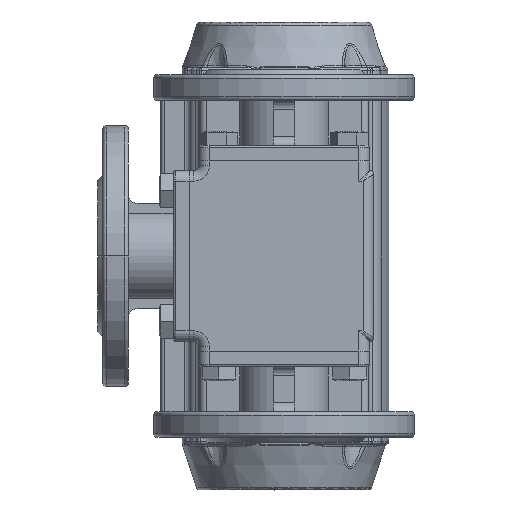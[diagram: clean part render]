
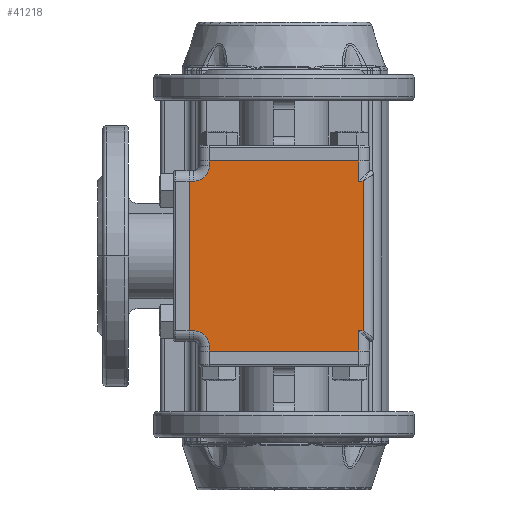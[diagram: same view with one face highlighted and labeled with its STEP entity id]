
A CAD part, front view. The second image highlights one B-rep face of the part: STEP entity #41218.
In plain terms, the highlighted planar face has unit normal (0, -1, 0).
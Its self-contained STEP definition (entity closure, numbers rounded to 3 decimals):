
#1108=PLANE('',#44581);
#4782=CIRCLE('',#44506,9.);
#4789=CIRCLE('',#44516,9.);
#8145=ORIENTED_EDGE('',*,*,#20112,.F.);
#8146=ORIENTED_EDGE('',*,*,#19971,.T.);
#8147=ORIENTED_EDGE('',*,*,#19968,.T.);
#8148=ORIENTED_EDGE('',*,*,#19963,.T.);
#8149=ORIENTED_EDGE('',*,*,#19953,.T.);
#8150=ORIENTED_EDGE('',*,*,#19959,.T.);
#8151=ORIENTED_EDGE('',*,*,#20113,.F.);
#8152=ORIENTED_EDGE('',*,*,#20015,.T.);
#8153=ORIENTED_EDGE('',*,*,#20012,.T.);
#8154=ORIENTED_EDGE('',*,*,#20009,.T.);
#8155=ORIENTED_EDGE('',*,*,#20114,.F.);
#8156=ORIENTED_EDGE('',*,*,#19997,.T.);
#8157=ORIENTED_EDGE('',*,*,#20001,.T.);
#8158=ORIENTED_EDGE('',*,*,#20004,.T.);
#19953=EDGE_CURVE('',#26004,#26003,#29931,.T.);
#19959=EDGE_CURVE('',#26003,#26007,#29933,.T.);
#19963=EDGE_CURVE('',#26009,#26004,#29936,.T.);
#19968=EDGE_CURVE('',#26012,#26009,#29938,.T.);
#19971=EDGE_CURVE('',#26015,#26012,#29940,.T.);
#19997=EDGE_CURVE('',#26034,#26033,#29953,.T.);
#20001=EDGE_CURVE('',#26033,#26037,#4782,.T.);
#20004=EDGE_CURVE('',#26037,#26038,#29955,.T.);
#20009=EDGE_CURVE('',#26040,#26043,#29958,.T.);
#20012=EDGE_CURVE('',#26044,#26040,#4789,.T.);
#20015=EDGE_CURVE('',#26047,#26044,#29960,.T.);
#20112=EDGE_CURVE('',#26015,#26038,#30032,.T.);
#20113=EDGE_CURVE('',#26047,#26007,#30033,.T.);
#20114=EDGE_CURVE('',#26034,#26043,#30034,.T.);
#26003=VERTEX_POINT('',#64761);
#26004=VERTEX_POINT('',#64763);
#26007=VERTEX_POINT('',#64856);
#26009=VERTEX_POINT('',#64883);
#26012=VERTEX_POINT('',#64958);
#26015=VERTEX_POINT('',#64965);
#26033=VERTEX_POINT('',#65019);
#26034=VERTEX_POINT('',#65021);
#26037=VERTEX_POINT('',#65028);
#26038=VERTEX_POINT('',#65033);
#26040=VERTEX_POINT('',#65039);
#26043=VERTEX_POINT('',#65044);
#26044=VERTEX_POINT('',#65048);
#26047=VERTEX_POINT('',#65055);
#29931=LINE('',#64762,#32393);
#29933=LINE('',#64858,#32395);
#29936=LINE('',#64886,#32398);
#29938=LINE('',#64961,#32400);
#29940=LINE('',#64967,#32402);
#29953=LINE('',#65020,#32415);
#29955=LINE('',#65035,#32417);
#29958=LINE('',#65045,#32420);
#29960=LINE('',#65057,#32422);
#30032=LINE('',#65339,#32494);
#30033=LINE('',#65340,#32495);
#30034=LINE('',#65341,#32496);
#32393=VECTOR('',#49445,1000.);
#32395=VECTOR('',#49453,1000.);
#32398=VECTOR('',#49458,1000.);
#32400=VECTOR('',#49464,1000.);
#32402=VECTOR('',#49470,1000.);
#32415=VECTOR('',#49527,1000.);
#32417=VECTOR('',#49543,1000.);
#32420=VECTOR('',#49552,1000.);
#32422=VECTOR('',#49566,1000.);
#32494=VECTOR('',#49764,1000.);
#32495=VECTOR('',#49765,1000.);
#32496=VECTOR('',#49766,1000.);
#34735=EDGE_LOOP('',(#8145,#8146,#8147,#8148,#8149,#8150,#8151,#8152,#8153,
#8154,#8155,#8156,#8157,#8158));
#37852=FACE_BOUND('',#34735,.T.);
#41218=ADVANCED_FACE('',(#37852),#1108,.F.);
#44506=AXIS2_PLACEMENT_3D('',#65029,#49535,#49536);
#44516=AXIS2_PLACEMENT_3D('',#65051,#49559,#49560);
#44581=AXIS2_PLACEMENT_3D('',#65338,#49762,#49763);
#49445=DIRECTION('',(-1.,0.,0.));
#49453=DIRECTION('',(0.,0.,1.));
#49458=DIRECTION('',(0.,0.,1.));
#49464=DIRECTION('',(1.,0.,0.));
#49470=DIRECTION('',(0.,0.,1.));
#49527=DIRECTION('',(1.,0.,0.));
#49535=DIRECTION('',(0.,1.,0.));
#49536=DIRECTION('',(0.,0.,1.));
#49543=DIRECTION('',(0.,0.,-1.));
#49552=DIRECTION('',(-1.,0.,0.));
#49559=DIRECTION('',(0.,1.,0.));
#49560=DIRECTION('',(0.,0.,1.));
#49566=DIRECTION('',(0.,0.,-1.));
#49762=DIRECTION('',(0.,1.,0.));
#49763=DIRECTION('',(0.,0.,1.));
#49764=DIRECTION('',(-1.,0.,0.));
#49765=DIRECTION('',(1.,0.,0.));
#49766=DIRECTION('',(0.,0.,1.));
#64761=CARTESIAN_POINT('',(42.5,0.,42.5));
#64762=CARTESIAN_POINT('',(0.,0.,42.5));
#64763=CARTESIAN_POINT('',(44.9,0.,42.5));
#64856=CARTESIAN_POINT('',(42.5,0.,54.));
#64858=CARTESIAN_POINT('',(42.5,0.,54.));
#64883=CARTESIAN_POINT('',(44.9,0.,-42.5));
#64886=CARTESIAN_POINT('',(44.9,0.,0.));
#64958=CARTESIAN_POINT('',(42.5,0.,-42.5));
#64961=CARTESIAN_POINT('',(0.,0.,-42.5));
#64965=CARTESIAN_POINT('',(42.5,0.,-54.));
#64967=CARTESIAN_POINT('',(42.5,0.,-48.5));
#65019=CARTESIAN_POINT('',(-51.5,0.,-42.5));
#65020=CARTESIAN_POINT('',(0.,0.,-42.5));
#65021=CARTESIAN_POINT('',(-54.,0.,-42.5));
#65028=CARTESIAN_POINT('',(-42.5,0.,-51.5));
#65029=CARTESIAN_POINT('',(-51.5,0.,-51.5));
#65033=CARTESIAN_POINT('',(-42.5,0.,-54.));
#65035=CARTESIAN_POINT('',(-42.5,0.,-54.));
#65039=CARTESIAN_POINT('',(-51.5,0.,42.5));
#65044=CARTESIAN_POINT('',(-54.,0.,42.5));
#65045=CARTESIAN_POINT('',(0.,0.,42.5));
#65048=CARTESIAN_POINT('',(-42.5,0.,51.5));
#65051=CARTESIAN_POINT('',(-51.5,0.,51.5));
#65055=CARTESIAN_POINT('',(-42.5,0.,54.));
#65057=CARTESIAN_POINT('',(-42.5,0.,0.));
#65338=CARTESIAN_POINT('',(0.,0.,0.));
#65339=CARTESIAN_POINT('',(0.,0.,-54.));
#65340=CARTESIAN_POINT('',(50.9,0.,54.));
#65341=CARTESIAN_POINT('',(-54.,0.,0.));
